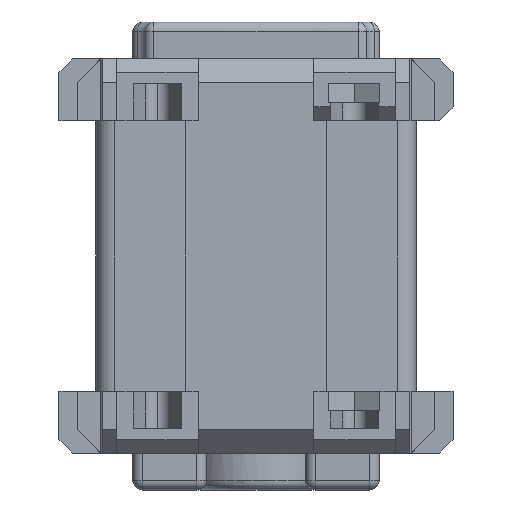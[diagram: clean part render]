
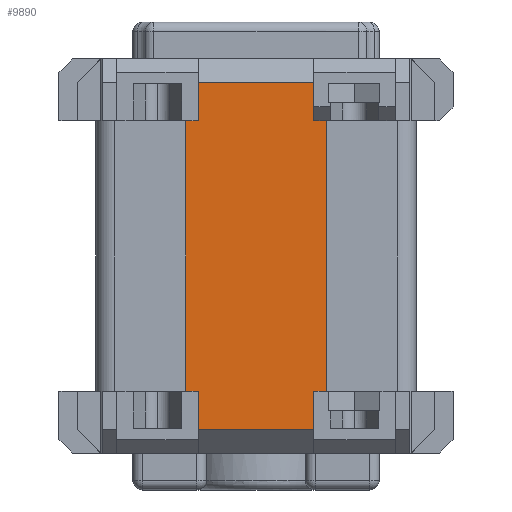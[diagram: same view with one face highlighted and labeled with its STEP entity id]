
A CAD part, front view. The second image highlights one B-rep face of the part: STEP entity #9890.
In plain terms, the highlighted planar face has unit normal (0, -1, 0).
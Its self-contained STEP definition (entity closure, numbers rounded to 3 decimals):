
#8 = CARTESIAN_POINT ( 'NONE',  ( 4.7, -37., -12.55 ) ) ;
#22 = VERTEX_POINT ( 'NONE', #20158 ) ;
#117 = DIRECTION ( 'NONE',  ( -1., 0., 0. ) ) ;
#201 = DIRECTION ( 'NONE',  ( 1., 0., 0. ) ) ;
#337 = CARTESIAN_POINT ( 'NONE',  ( -5.204, -37., -11. ) ) ;
#533 = CARTESIAN_POINT ( 'NONE',  ( 4.7, -37., 11. ) ) ;
#568 = VECTOR ( 'NONE', #117, 1000. ) ;
#1929 = EDGE_CURVE ( 'NONE', #21222, #19661, #21341, .T. ) ;
#2706 = CARTESIAN_POINT ( 'NONE',  ( 5.709, -37., 0. ) ) ;
#2759 = VECTOR ( 'NONE', #201, 1000. ) ;
#2806 = VERTEX_POINT ( 'NONE', #11072 ) ;
#3185 = CARTESIAN_POINT ( 'NONE',  ( 4.7, -37., 14.1 ) ) ;
#4260 = LINE ( 'NONE', #9666, #16384 ) ;
#4290 = ORIENTED_EDGE ( 'NONE', *, *, #20054, .T. ) ;
#4483 = EDGE_LOOP ( 'NONE', ( #4958, #19628, #4290, #6363, #15779, #18151, #15389, #9114, #13694, #14225, #8439, #9869 ) ) ;
#4958 = ORIENTED_EDGE ( 'NONE', *, *, #16646, .T. ) ;
#4981 = VECTOR ( 'NONE', #19870, 1000. ) ;
#5089 = VECTOR ( 'NONE', #7289, 1000. ) ;
#5188 = EDGE_CURVE ( 'NONE', #18051, #18573, #6559, .T. ) ;
#6065 = EDGE_CURVE ( 'NONE', #16474, #19661, #15355, .T. ) ;
#6363 = ORIENTED_EDGE ( 'NONE', *, *, #9799, .F. ) ;
#6559 = LINE ( 'NONE', #13392, #19291 ) ;
#6610 = LINE ( 'NONE', #13227, #19950 ) ;
#6636 = DIRECTION ( 'NONE',  ( -1., 0., 0. ) ) ;
#6642 = VERTEX_POINT ( 'NONE', #3185 ) ;
#6830 = DIRECTION ( 'NONE',  ( 0., 0., 1. ) ) ;
#6864 = DIRECTION ( 'NONE',  ( 0., 0., -1. ) ) ;
#7174 = PLANE ( 'NONE',  #18724 ) ;
#7289 = DIRECTION ( 'NONE',  ( 0., 0., 1. ) ) ;
#7502 = CARTESIAN_POINT ( 'NONE',  ( 0., -37., 16. ) ) ;
#7637 = VERTEX_POINT ( 'NONE', #19315 ) ;
#7930 = CARTESIAN_POINT ( 'NONE',  ( -5.709, -37., -11. ) ) ;
#8315 = EDGE_CURVE ( 'NONE', #18051, #21222, #19775, .T. ) ;
#8439 = ORIENTED_EDGE ( 'NONE', *, *, #5188, .T. ) ;
#8729 = LINE ( 'NONE', #15556, #2759 ) ;
#9020 = CARTESIAN_POINT ( 'NONE',  ( -5.709, -37., 0. ) ) ;
#9114 = ORIENTED_EDGE ( 'NONE', *, *, #6065, .T. ) ;
#9488 = DIRECTION ( 'NONE',  ( -1., 0., 0. ) ) ;
#9666 = CARTESIAN_POINT ( 'NONE',  ( -5.204, -37., 11. ) ) ;
#9735 = CARTESIAN_POINT ( 'NONE',  ( 5.709, -37., -11. ) ) ;
#9799 = EDGE_CURVE ( 'NONE', #22180, #2806, #21018, .T. ) ;
#9820 = LINE ( 'NONE', #13158, #20832 ) ;
#9869 = ORIENTED_EDGE ( 'NONE', *, *, #19168, .T. ) ;
#9890 = ADVANCED_FACE ( 'NONE', ( #16025 ), #7174, .F. ) ;
#10478 = LINE ( 'NONE', #21921, #21884 ) ;
#11072 = CARTESIAN_POINT ( 'NONE',  ( -5.709, -37., 11. ) ) ;
#12121 = DIRECTION ( 'NONE',  ( 0., 1., 0. ) ) ;
#13012 = DIRECTION ( 'NONE',  ( 0., 0., 1. ) ) ;
#13018 = DIRECTION ( 'NONE',  ( -1., 0., 0. ) ) ;
#13158 = CARTESIAN_POINT ( 'NONE',  ( -4.7, -37., 12.55 ) ) ;
#13227 = CARTESIAN_POINT ( 'NONE',  ( 4.7, -37., 12.55 ) ) ;
#13392 = CARTESIAN_POINT ( 'NONE',  ( 5.204, -37., 11. ) ) ;
#13566 = CARTESIAN_POINT ( 'NONE',  ( -4.7, -37., -11. ) ) ;
#13694 = ORIENTED_EDGE ( 'NONE', *, *, #1929, .F. ) ;
#14003 = VECTOR ( 'NONE', #17756, 1000. ) ;
#14078 = EDGE_CURVE ( 'NONE', #22, #17507, #9820, .T. ) ;
#14225 = ORIENTED_EDGE ( 'NONE', *, *, #8315, .F. ) ;
#15167 = LINE ( 'NONE', #18771, #21158 ) ;
#15355 = LINE ( 'NONE', #8, #18340 ) ;
#15389 = ORIENTED_EDGE ( 'NONE', *, *, #19659, .T. ) ;
#15556 = CARTESIAN_POINT ( 'NONE',  ( 0., -37., -14.1 ) ) ;
#15661 = CARTESIAN_POINT ( 'NONE',  ( 4.7, -37., -11. ) ) ;
#15681 = LINE ( 'NONE', #337, #568 ) ;
#15779 = ORIENTED_EDGE ( 'NONE', *, *, #20980, .F. ) ;
#16025 = FACE_OUTER_BOUND ( 'NONE', #4483, .T. ) ;
#16384 = VECTOR ( 'NONE', #13018, 1000. ) ;
#16474 = VERTEX_POINT ( 'NONE', #19783 ) ;
#16536 = DIRECTION ( 'NONE',  ( 0., 0., -1. ) ) ;
#16623 = EDGE_CURVE ( 'NONE', #20166, #7637, #10478, .T. ) ;
#16646 = EDGE_CURVE ( 'NONE', #6642, #22, #15167, .T. ) ;
#16707 = CARTESIAN_POINT ( 'NONE',  ( 5.709, -37., 11. ) ) ;
#17507 = VERTEX_POINT ( 'NONE', #21087 ) ;
#17756 = DIRECTION ( 'NONE',  ( 0., 0., -1. ) ) ;
#17967 = CARTESIAN_POINT ( 'NONE',  ( 5.204, -37., -11. ) ) ;
#18051 = VERTEX_POINT ( 'NONE', #16707 ) ;
#18151 = ORIENTED_EDGE ( 'NONE', *, *, #16623, .T. ) ;
#18340 = VECTOR ( 'NONE', #6830, 1000. ) ;
#18573 = VERTEX_POINT ( 'NONE', #533 ) ;
#18724 = AXIS2_PLACEMENT_3D ( 'NONE', #7502, #12121, #18974 ) ;
#18771 = CARTESIAN_POINT ( 'NONE',  ( 0., -37., 14.1 ) ) ;
#18974 = DIRECTION ( 'NONE',  ( 1., 0., 0. ) ) ;
#19168 = EDGE_CURVE ( 'NONE', #18573, #6642, #6610, .T. ) ;
#19291 = VECTOR ( 'NONE', #9488, 1000. ) ;
#19315 = CARTESIAN_POINT ( 'NONE',  ( -4.7, -37., -14.1 ) ) ;
#19628 = ORIENTED_EDGE ( 'NONE', *, *, #14078, .T. ) ;
#19659 = EDGE_CURVE ( 'NONE', #7637, #16474, #8729, .T. ) ;
#19661 = VERTEX_POINT ( 'NONE', #15661 ) ;
#19775 = LINE ( 'NONE', #2706, #14003 ) ;
#19783 = CARTESIAN_POINT ( 'NONE',  ( 4.7, -37., -14.1 ) ) ;
#19870 = DIRECTION ( 'NONE',  ( -1., 0., 0. ) ) ;
#19950 = VECTOR ( 'NONE', #13012, 1000. ) ;
#20054 = EDGE_CURVE ( 'NONE', #17507, #2806, #4260, .T. ) ;
#20158 = CARTESIAN_POINT ( 'NONE',  ( -4.7, -37., 14.1 ) ) ;
#20166 = VERTEX_POINT ( 'NONE', #13566 ) ;
#20832 = VECTOR ( 'NONE', #16536, 1000. ) ;
#20980 = EDGE_CURVE ( 'NONE', #20166, #22180, #15681, .T. ) ;
#21018 = LINE ( 'NONE', #9020, #5089 ) ;
#21087 = CARTESIAN_POINT ( 'NONE',  ( -4.7, -37., 11. ) ) ;
#21158 = VECTOR ( 'NONE', #6636, 1000. ) ;
#21222 = VERTEX_POINT ( 'NONE', #9735 ) ;
#21341 = LINE ( 'NONE', #17967, #4981 ) ;
#21884 = VECTOR ( 'NONE', #6864, 1000. ) ;
#21921 = CARTESIAN_POINT ( 'NONE',  ( -4.7, -37., -12.55 ) ) ;
#22180 = VERTEX_POINT ( 'NONE', #7930 ) ;
